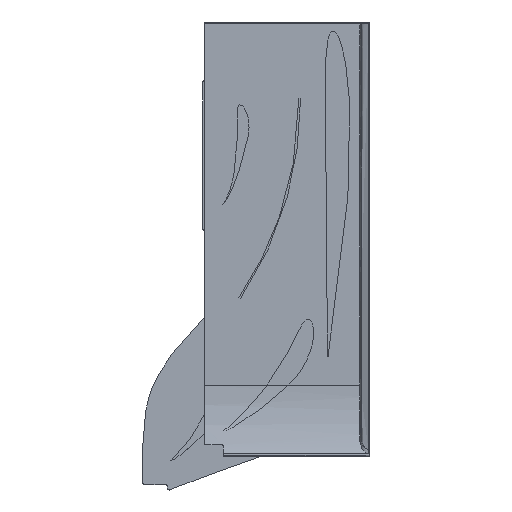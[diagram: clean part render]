
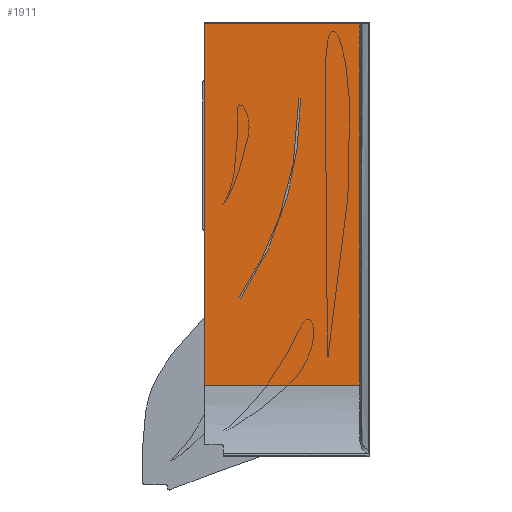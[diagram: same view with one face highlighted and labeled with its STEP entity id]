
A CAD part, left-side view. The second image highlights one B-rep face of the part: STEP entity #1911.
In plain terms, the highlighted planar face has unit normal (-1, 0, 0).
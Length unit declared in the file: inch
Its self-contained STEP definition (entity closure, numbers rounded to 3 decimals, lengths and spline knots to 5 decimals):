
#156 = ORIENTED_EDGE ( 'NONE', *, *, #1963, .T. ) ;
#374 = B_SPLINE_CURVE_WITH_KNOTS ( 'NONE', 2,
 ( #6985, #3745, #7606, #7483, #596 ),
 .UNSPECIFIED., .F., .F.,
 ( 3, 1, 1, 3 ),
 ( 0., 0.375, 0.625, 1. ),
 .UNSPECIFIED. ) ;
#377 = VERTEX_POINT ( 'NONE', #7882 ) ;
#404 = B_SPLINE_CURVE_WITH_KNOTS ( 'NONE', 2,
 ( #7806, #713, #5274 ),
 .UNSPECIFIED., .F., .F.,
 ( 3, 3 ),
 ( 0., 1. ),
 .UNSPECIFIED. ) ;
#596 = CARTESIAN_POINT ( 'NONE',  ( -26.30971, -4.97263, 52.02057 ) ) ;
#713 = CARTESIAN_POINT ( 'NONE',  ( -26.30971, -8.33822, 56.90558 ) ) ;
#727 = DIRECTION ( 'NONE',  ( 0., 0., 1. ) ) ;
#766 = CARTESIAN_POINT ( 'NONE',  ( -26.30971, 21.24206, 47.1922 ) ) ;
#768 = LINE ( 'NONE', #2076, #4331 ) ;
#786 = DIRECTION ( 'NONE',  ( 0., -0.852, -0.523 ) ) ;
#856 = EDGE_CURVE ( 'NONE', #4266, #5116, #5179, .T. ) ;
#1031 = VERTEX_POINT ( 'NONE', #4546 ) ;
#1090 = EDGE_LOOP ( 'NONE', ( #5841, #1864, #3985, #6114 ) ) ;
#1228 = DIRECTION ( 'NONE',  ( -1., 0., 0. ) ) ;
#1375 = VECTOR ( 'NONE', #5366, 39.37008 ) ;
#1480 = LINE ( 'NONE', #766, #1375 ) ;
#1506 = CARTESIAN_POINT ( 'NONE',  ( -26.30971, -5.05786, 51.96826 ) ) ;
#1587 = B_SPLINE_CURVE_WITH_KNOTS ( 'NONE', 3,
 ( #4887, #4922, #8005, #6103, #5470, #1670, #5592, #3726, #4310, #7461 ),
 .UNSPECIFIED., .F., .F.,
 ( 4, 3, 3, 4 ),
 ( 0., 0.02461, 0.12303, 0.508 ),
 .UNSPECIFIED. ) ;
#1670 = CARTESIAN_POINT ( 'NONE',  ( -26.30971, -12.01501, 50.74422 ) ) ;
#1834 = EDGE_LOOP ( 'NONE', ( #5063, #6191, #4645, #156 ) ) ;
#1864 = ORIENTED_EDGE ( 'NONE', *, *, #5840, .F. ) ;
#1908 = VECTOR ( 'NONE', #786, 39.37008 ) ;
#1911 = ADVANCED_FACE ( 'NONE', ( #6452, #6285 ), #5076, .T. ) ;
#1963 = EDGE_CURVE ( 'NONE', #5878, #5010, #1480, .T. ) ;
#2076 = CARTESIAN_POINT ( 'NONE',  ( -26.30971, 21.24206, 67.1922 ) ) ;
#2378 = EDGE_CURVE ( 'NONE', #5116, #4541, #404, .T. ) ;
#2453 = CARTESIAN_POINT ( 'NONE',  ( -26.30971, -8.29, 63.0422 ) ) ;
#2469 = VECTOR ( 'NONE', #7012, 39.37008 ) ;
#2841 = EDGE_CURVE ( 'NONE', #4541, #377, #6906, .T. ) ;
#2962 = VERTEX_POINT ( 'NONE', #4547 ) ;
#3109 = EDGE_CURVE ( 'NONE', #1031, #2962, #768, .T. ) ;
#3452 = DIRECTION ( 'NONE',  ( 0., -1., 0. ) ) ;
#3726 = CARTESIAN_POINT ( 'NONE',  ( -26.30971, -12.02477, 57.08798 ) ) ;
#3745 = CARTESIAN_POINT ( 'NONE',  ( -26.30971, -8.28271, 60.74557 ) ) ;
#3985 = ORIENTED_EDGE ( 'NONE', *, *, #2841, .F. ) ;
#4266 = VERTEX_POINT ( 'NONE', #6818 ) ;
#4310 = CARTESIAN_POINT ( 'NONE',  ( -26.30971, -12.03263, 62.14009 ) ) ;
#4331 = VECTOR ( 'NONE', #3452, 39.37008 ) ;
#4490 = LINE ( 'NONE', #7678, #2469 ) ;
#4541 = VERTEX_POINT ( 'NONE', #4622 ) ;
#4546 = CARTESIAN_POINT ( 'NONE',  ( -26.30971, -3.04748, 67.1922 ) ) ;
#4547 = CARTESIAN_POINT ( 'NONE',  ( -26.30971, -12.04058, 67.1922 ) ) ;
#4622 = CARTESIAN_POINT ( 'NONE',  ( -26.30971, -8.39, 63.0422 ) ) ;
#4645 = ORIENTED_EDGE ( 'NONE', *, *, #4699, .T. ) ;
#4699 = EDGE_CURVE ( 'NONE', #1031, #5878, #4490, .T. ) ;
#4887 = CARTESIAN_POINT ( 'NONE',  ( -26.30971, -12.00957, 47.1922 ) ) ;
#4922 = CARTESIAN_POINT ( 'NONE',  ( -26.30971, -12.01007, 47.51511 ) ) ;
#4994 = DIRECTION ( 'NONE',  ( 0., 1., 0. ) ) ;
#5010 = VERTEX_POINT ( 'NONE', #7757 ) ;
#5063 = ORIENTED_EDGE ( 'NONE', *, *, #5201, .T. ) ;
#5076 = PLANE ( 'NONE',  #6588 ) ;
#5116 = VERTEX_POINT ( 'NONE', #1506 ) ;
#5179 = LINE ( 'NONE', #7713, #1908 ) ;
#5201 = EDGE_CURVE ( 'NONE', #5010, #2962, #1587, .T. ) ;
#5274 = CARTESIAN_POINT ( 'NONE',  ( -26.30971, -8.39, 63.0422 ) ) ;
#5366 = DIRECTION ( 'NONE',  ( 0., -1., 0. ) ) ;
#5470 = CARTESIAN_POINT ( 'NONE',  ( -26.30971, -12.01303, 49.45258 ) ) ;
#5592 = CARTESIAN_POINT ( 'NONE',  ( -26.30971, -12.017, 52.03586 ) ) ;
#5840 = EDGE_CURVE ( 'NONE', #377, #4266, #374, .T. ) ;
#5841 = ORIENTED_EDGE ( 'NONE', *, *, #856, .F. ) ;
#5878 = VERTEX_POINT ( 'NONE', #5958 ) ;
#5958 = CARTESIAN_POINT ( 'NONE',  ( -26.30971, -3.04748, 47.1922 ) ) ;
#6103 = CARTESIAN_POINT ( 'NONE',  ( -26.30971, -12.01105, 48.16094 ) ) ;
#6114 = ORIENTED_EDGE ( 'NONE', *, *, #2378, .F. ) ;
#6191 = ORIENTED_EDGE ( 'NONE', *, *, #3109, .F. ) ;
#6285 = FACE_BOUND ( 'NONE', #1090, .T. ) ;
#6325 = VECTOR ( 'NONE', #4994, 39.37008 ) ;
#6452 = FACE_OUTER_BOUND ( 'NONE', #1834, .T. ) ;
#6588 = AXIS2_PLACEMENT_3D ( 'NONE', #8197, #1228, #727 ) ;
#6818 = CARTESIAN_POINT ( 'NONE',  ( -26.30971, -4.97263, 52.02057 ) ) ;
#6906 = LINE ( 'NONE', #2453, #6325 ) ;
#6985 = CARTESIAN_POINT ( 'NONE',  ( -26.30971, -8.29, 63.0422 ) ) ;
#7012 = DIRECTION ( 'NONE',  ( 0., 0., -1. ) ) ;
#7461 = CARTESIAN_POINT ( 'NONE',  ( -26.30971, -12.04058, 67.1922 ) ) ;
#7483 = CARTESIAN_POINT ( 'NONE',  ( -26.30971, -6.20962, 53.85857 ) ) ;
#7606 = CARTESIAN_POINT ( 'NONE',  ( -26.30971, -7.50219, 57.20653 ) ) ;
#7678 = CARTESIAN_POINT ( 'NONE',  ( -26.30971, -3.04748, 67.1922 ) ) ;
#7713 = CARTESIAN_POINT ( 'NONE',  ( -26.30971, -4.97263, 52.02057 ) ) ;
#7757 = CARTESIAN_POINT ( 'NONE',  ( -26.30971, -12.00957, 47.1922 ) ) ;
#7806 = CARTESIAN_POINT ( 'NONE',  ( -26.30971, -5.05786, 51.96826 ) ) ;
#7882 = CARTESIAN_POINT ( 'NONE',  ( -26.30971, -8.29, 63.0422 ) ) ;
#8005 = CARTESIAN_POINT ( 'NONE',  ( -26.30971, -12.01056, 47.83802 ) ) ;
#8197 = CARTESIAN_POINT ( 'NONE',  ( -26.30971, 21.24206, 67.1922 ) ) ;
